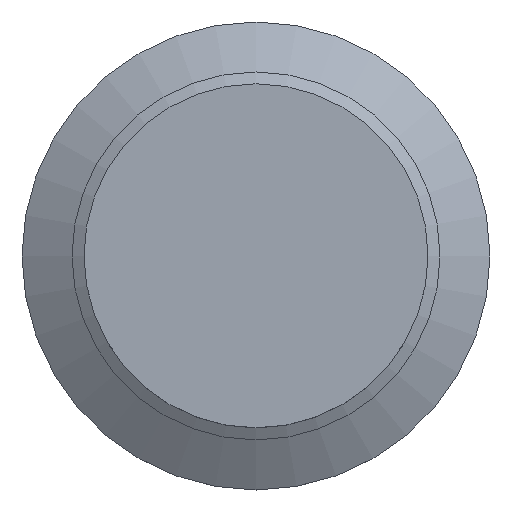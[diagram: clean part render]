
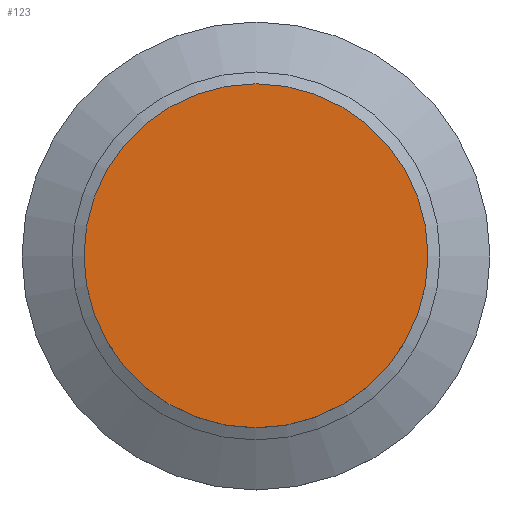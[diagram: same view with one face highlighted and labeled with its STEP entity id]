
A CAD part, top view. The second image highlights one B-rep face of the part: STEP entity #123.
In plain terms, the highlighted planar face has unit normal (0, 0, 1).
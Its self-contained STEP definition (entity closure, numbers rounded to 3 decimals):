
#118=PLANE('',#219);
#120=FACE_OUTER_BOUND('',#154,.T.);
#123=ADVANCED_FACE('',(#120),#118,.T.);
#154=EDGE_LOOP('',(#172));
#172=ORIENTED_EDGE('',*,*,#197,.F.);
#188=VERTEX_POINT('',#277);
#197=EDGE_CURVE('',#188,#188,#206,.T.);
#206=CIRCLE('',#216,4.3);
#216=AXIS2_PLACEMENT_3D('',#276,#237,#238);
#219=AXIS2_PLACEMENT_3D('',#281,#243,#244);
#237=DIRECTION('',(0.,0.,-1.));
#238=DIRECTION('',(-1.,0.,0.));
#243=DIRECTION('',(0.,0.,1.));
#244=DIRECTION('',(1.,0.,0.));
#276=CARTESIAN_POINT('',(0.,0.,0.));
#277=CARTESIAN_POINT('',(-4.3,0.,0.));
#281=CARTESIAN_POINT('',(0.,4.3,0.));
